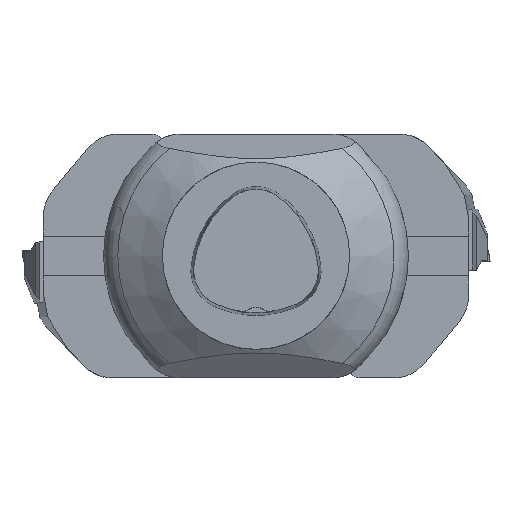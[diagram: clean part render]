
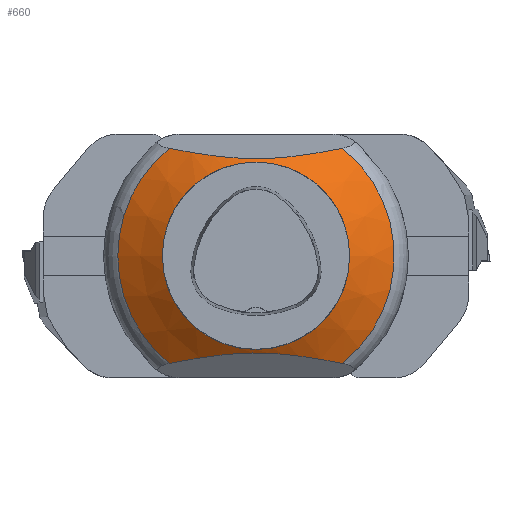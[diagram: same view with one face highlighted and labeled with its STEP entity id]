
A CAD part, top view. The second image highlights one B-rep face of the part: STEP entity #660.
In plain terms, the highlighted conical face has half-angle 55 degrees and reference radius 39.992 mm.
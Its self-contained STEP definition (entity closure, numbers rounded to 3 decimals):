
#443=CONICAL_SURFACE('',#2861,39.993,55.);
#455=FACE_BOUND('',#977,.T.);
#456=FACE_BOUND('',#978,.T.);
#558=CIRCLE('',#2858,40.);
#559=CIRCLE('',#2859,59.03);
#560=CIRCLE('',#2860,59.03);
#627=B_SPLINE_CURVE_WITH_KNOTS('',3,(#3954,#3955,#3956,#3957,#3958,#3959,
#3960,#3961,#3962,#3963),.UNSPECIFIED.,.F.,.F.,(4,2,2,2,4),(0.,0.25,0.5,
0.75,1.),.UNSPECIFIED.);
#631=B_SPLINE_CURVE_WITH_KNOTS('',3,(#3986,#3987,#3988,#3989,#3990,#3991,
#3992,#3993,#3994,#3995),.UNSPECIFIED.,.F.,.F.,(4,2,2,2,4),(0.,0.25,0.5,
0.75,1.),.UNSPECIFIED.);
#660=ADVANCED_FACE('',(#455,#456),#443,.T.);
#977=EDGE_LOOP('',(#1218));
#978=EDGE_LOOP('',(#1219,#1220,#1221,#1222));
#1218=ORIENTED_EDGE('',*,*,#2008,.T.);
#1219=ORIENTED_EDGE('',*,*,#2003,.F.);
#1220=ORIENTED_EDGE('',*,*,#2009,.T.);
#1221=ORIENTED_EDGE('',*,*,#2007,.F.);
#1222=ORIENTED_EDGE('',*,*,#2010,.T.);
#1770=VERTEX_POINT('',#3953);
#1771=VERTEX_POINT('',#3964);
#1772=VERTEX_POINT('',#3978);
#1773=VERTEX_POINT('',#3985);
#1774=VERTEX_POINT('',#3998);
#2003=EDGE_CURVE('',#1770,#1771,#627,.T.);
#2007=EDGE_CURVE('',#1773,#1772,#631,.T.);
#2008=EDGE_CURVE('',#1774,#1774,#558,.T.);
#2009=EDGE_CURVE('',#1770,#1772,#559,.T.);
#2010=EDGE_CURVE('',#1773,#1771,#560,.T.);
#2858=AXIS2_PLACEMENT_3D('',#3997,#3187,#3188);
#2859=AXIS2_PLACEMENT_3D('',#3999,#3189,#3190);
#2860=AXIS2_PLACEMENT_3D('',#4000,#3191,#3192);
#2861=AXIS2_PLACEMENT_3D('',#4001,#3193,#3194);
#3187=DIRECTION('',(0.,0.,-1.));
#3188=DIRECTION('',(-1.,0.,0.));
#3189=DIRECTION('',(0.,0.,1.));
#3190=DIRECTION('',(-1.,0.,0.));
#3191=DIRECTION('',(0.,0.,1.));
#3192=DIRECTION('',(-1.,0.,0.));
#3193=DIRECTION('',(0.,0.,-1.));
#3194=DIRECTION('',(-1.,0.,0.));
#3953=CARTESIAN_POINT('',(37.032,-45.969,-43.43));
#3954=CARTESIAN_POINT('',(37.032,-45.969,-43.43));
#3955=CARTESIAN_POINT('',(31.325,-44.831,-40.302));
#3956=CARTESIAN_POINT('',(25.507,-43.765,-37.373));
#3957=CARTESIAN_POINT('',(13.182,-42.083,-32.754));
#3958=CARTESIAN_POINT('',(6.719,-41.504,-31.163));
#3959=CARTESIAN_POINT('',(-6.642,-41.5,-31.151));
#3960=CARTESIAN_POINT('',(-13.117,-42.076,-32.734));
#3961=CARTESIAN_POINT('',(-25.483,-43.76,-37.361));
#3962=CARTESIAN_POINT('',(-31.314,-44.828,-40.296));
#3963=CARTESIAN_POINT('',(-37.032,-45.969,-43.43));
#3964=CARTESIAN_POINT('',(-37.032,-45.969,-43.43));
#3978=CARTESIAN_POINT('',(37.032,45.969,-43.43));
#3985=CARTESIAN_POINT('',(-37.032,45.969,-43.43));
#3986=CARTESIAN_POINT('',(-37.032,45.969,-43.43));
#3987=CARTESIAN_POINT('',(-31.325,44.831,-40.302));
#3988=CARTESIAN_POINT('',(-25.507,43.765,-37.373));
#3989=CARTESIAN_POINT('',(-13.182,42.083,-32.754));
#3990=CARTESIAN_POINT('',(-6.719,41.504,-31.163));
#3991=CARTESIAN_POINT('',(6.642,41.5,-31.151));
#3992=CARTESIAN_POINT('',(13.117,42.076,-32.734));
#3993=CARTESIAN_POINT('',(25.483,43.76,-37.361));
#3994=CARTESIAN_POINT('',(31.314,44.828,-40.296));
#3995=CARTESIAN_POINT('',(37.032,45.969,-43.43));
#3997=CARTESIAN_POINT('',(0.,0.,-30.105));
#3998=CARTESIAN_POINT('',(-40.,0.,-30.105));
#3999=CARTESIAN_POINT('',(0.,0.,-43.43));
#4000=CARTESIAN_POINT('',(0.,0.,-43.43));
#4001=CARTESIAN_POINT('',(0.,0.,-30.1));
